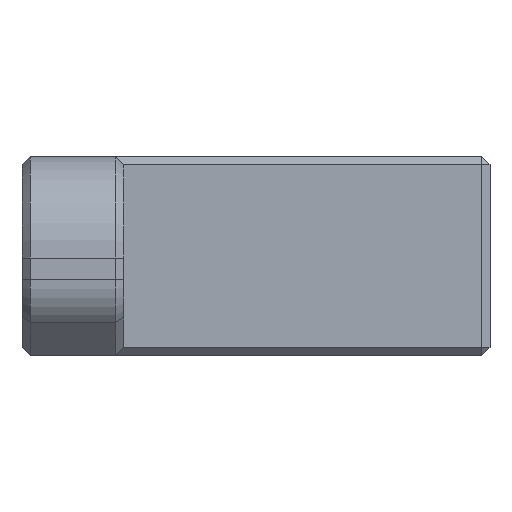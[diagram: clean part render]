
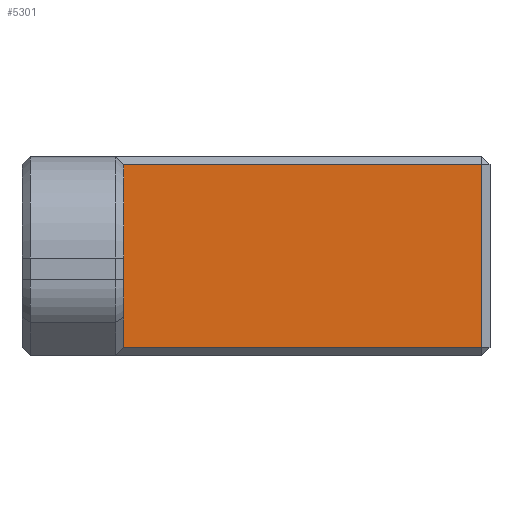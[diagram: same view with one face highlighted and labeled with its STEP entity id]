
A CAD part, front view. The second image highlights one B-rep face of the part: STEP entity #5301.
In plain terms, the highlighted planar face has unit normal (0, -1, 0).
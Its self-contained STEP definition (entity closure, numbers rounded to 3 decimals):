
#377=PLANE('',#5689);
#676=FACE_OUTER_BOUND('',#993,.T.);
#993=EDGE_LOOP('',(#4799,#4800,#4801,#4802));
#1519=LINE('',#10087,#2094);
#1523=LINE('',#10095,#2098);
#1525=LINE('',#10098,#2100);
#1556=LINE('',#10171,#2131);
#2094=VECTOR('',#6841,10.);
#2098=VECTOR('',#6849,10.);
#2100=VECTOR('',#6853,10.);
#2131=VECTOR('',#6932,10.);
#2655=VERTEX_POINT('',#10068);
#2659=VERTEX_POINT('',#10078);
#2660=VERTEX_POINT('',#10082);
#2662=VERTEX_POINT('',#10091);
#3366=EDGE_CURVE('',#2660,#2655,#1519,.T.);
#3370=EDGE_CURVE('',#2659,#2662,#1523,.T.);
#3372=EDGE_CURVE('',#2662,#2660,#1525,.T.);
#3409=EDGE_CURVE('',#2655,#2659,#1556,.T.);
#4799=ORIENTED_EDGE('',*,*,#3366,.F.);
#4800=ORIENTED_EDGE('',*,*,#3372,.F.);
#4801=ORIENTED_EDGE('',*,*,#3370,.F.);
#4802=ORIENTED_EDGE('',*,*,#3409,.F.);
#5301=ADVANCED_FACE('',(#676),#377,.T.);
#5689=AXIS2_PLACEMENT_3D('',#10170,#6930,#6931);
#6841=DIRECTION('',(-1.,0.,0.));
#6849=DIRECTION('',(1.,0.,0.));
#6853=DIRECTION('',(0.,0.,-1.));
#6930=DIRECTION('center_axis',(0.,-1.,0.));
#6931=DIRECTION('ref_axis',(0.,0.,-1.));
#6932=DIRECTION('',(0.,0.,1.));
#10068=CARTESIAN_POINT('',(5.,0.,0.4));
#10078=CARTESIAN_POINT('',(5.,0.,9.4));
#10082=CARTESIAN_POINT('',(22.6,0.,0.4));
#10087=CARTESIAN_POINT('',(0.,0.,0.4));
#10091=CARTESIAN_POINT('',(22.6,0.,9.4));
#10095=CARTESIAN_POINT('',(0.,0.,9.4));
#10098=CARTESIAN_POINT('',(22.6,0.,7.35));
#10170=CARTESIAN_POINT('Origin',(0.,0.,9.8));
#10171=CARTESIAN_POINT('',(5.,0.,7.35));
